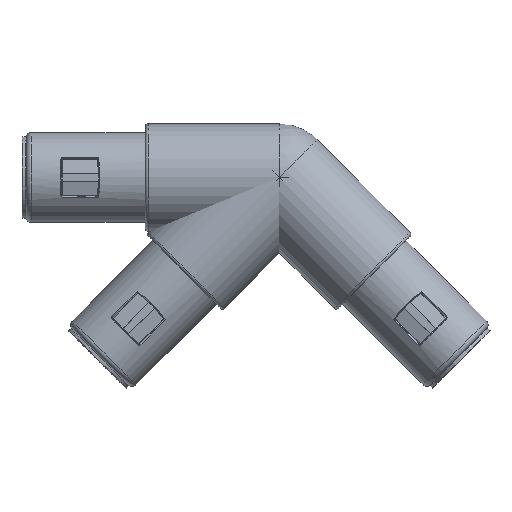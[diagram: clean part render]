
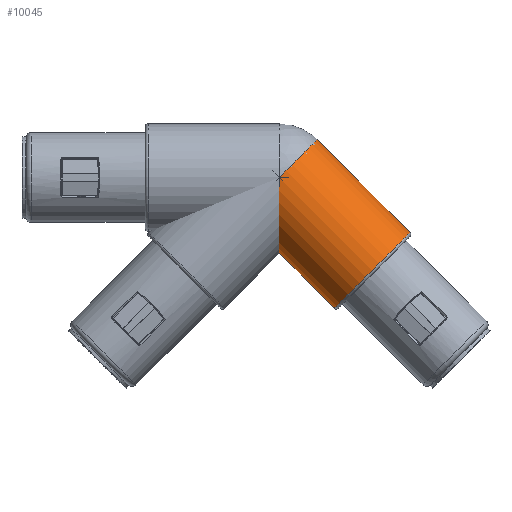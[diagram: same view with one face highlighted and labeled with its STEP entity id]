
A CAD part, top view. The second image highlights one B-rep face of the part: STEP entity #10045.
In plain terms, the highlighted cylindrical face has radius 20 mm (diameter 40 mm), a partial arc.
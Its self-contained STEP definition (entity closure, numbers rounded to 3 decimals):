
#124 = DIRECTION ( 'NONE',  ( 0., 0.707, 0.707 ) ) ;
#482 = DIRECTION ( 'NONE',  ( 0., 0.707, -0.707 ) ) ;
#906 = EDGE_CURVE ( 'NONE', #11162, #2010, #5453, .T. ) ;
#1130 = CARTESIAN_POINT ( 'NONE',  ( 0., -21.213, -49.497 ) ) ;
#1305 = AXIS2_PLACEMENT_3D ( 'NONE', #5301, #6994, #482 ) ;
#1489 = VECTOR ( 'NONE', #11928, 1000. ) ;
#1778 = CARTESIAN_POINT ( 'NONE',  ( 0., -49.497, -21.213 ) ) ;
#2010 = VERTEX_POINT ( 'NONE', #3556 ) ;
#2323 = EDGE_CURVE ( 'NONE', #9973, #6574, #6182, .T. ) ;
#2941 = EDGE_LOOP ( 'NONE', ( #6308, #8338, #9056, #8687 ) ) ;
#3221 = EDGE_CURVE ( 'NONE', #2010, #6574, #8642, .T. ) ;
#3556 = CARTESIAN_POINT ( 'NONE',  ( 0., -14.142, 14.142 ) ) ;
#5301 = CARTESIAN_POINT ( 'NONE',  ( 0., -34.648, -34.648 ) ) ;
#5453 = LINE ( 'NONE', #1778, #1489 ) ;
#5467 = CARTESIAN_POINT ( 'NONE',  ( 0., 0., 0. ) ) ;
#5703 = DIRECTION ( 'NONE',  ( 0., 0.707, 0.707 ) ) ;
#6182 = LINE ( 'NONE', #1130, #7188 ) ;
#6308 = ORIENTED_EDGE ( 'NONE', *, *, #2323, .F. ) ;
#6574 = VERTEX_POINT ( 'NONE', #11694 ) ;
#6994 = DIRECTION ( 'NONE',  ( 0., 0.707, 0.707 ) ) ;
#7153 = AXIS2_PLACEMENT_3D ( 'NONE', #5467, #8288, #7435 ) ;
#7188 = VECTOR ( 'NONE', #124, 1000. ) ;
#7435 = DIRECTION ( 'NONE',  ( 0., 0.707, -0.707 ) ) ;
#8157 = EDGE_CURVE ( 'NONE', #9973, #11162, #9999, .T. ) ;
#8288 = DIRECTION ( 'NONE',  ( 0., -0.707, -0.707 ) ) ;
#8338 = ORIENTED_EDGE ( 'NONE', *, *, #8157, .T. ) ;
#8572 = DIRECTION ( 'NONE',  ( 0., -0.707, 0.707 ) ) ;
#8642 = CIRCLE ( 'NONE', #7153, 20. ) ;
#8687 = ORIENTED_EDGE ( 'NONE', *, *, #3221, .T. ) ;
#9056 = ORIENTED_EDGE ( 'NONE', *, *, #906, .T. ) ;
#9180 = AXIS2_PLACEMENT_3D ( 'NONE', #10458, #5703, #8572 ) ;
#9821 = CYLINDRICAL_SURFACE ( 'NONE', #9180, 20. ) ;
#9942 = CARTESIAN_POINT ( 'NONE',  ( 0., -20.506, -48.79 ) ) ;
#9973 = VERTEX_POINT ( 'NONE', #9942 ) ;
#9999 = CIRCLE ( 'NONE', #1305, 20. ) ;
#10045 = ADVANCED_FACE ( 'NONE', ( #11127 ), #9821, .T. ) ;
#10458 = CARTESIAN_POINT ( 'NONE',  ( 0., -35.355, -35.355 ) ) ;
#11127 = FACE_OUTER_BOUND ( 'NONE', #2941, .T. ) ;
#11162 = VERTEX_POINT ( 'NONE', #11398 ) ;
#11398 = CARTESIAN_POINT ( 'NONE',  ( 0., -48.79, -20.506 ) ) ;
#11694 = CARTESIAN_POINT ( 'NONE',  ( 0., 14.142, -14.142 ) ) ;
#11928 = DIRECTION ( 'NONE',  ( 0., 0.707, 0.707 ) ) ;
